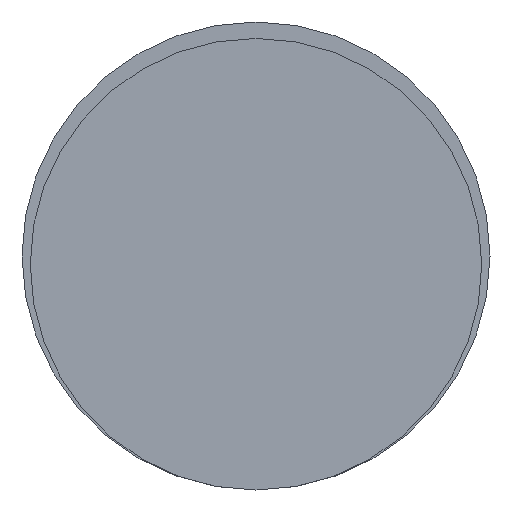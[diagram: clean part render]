
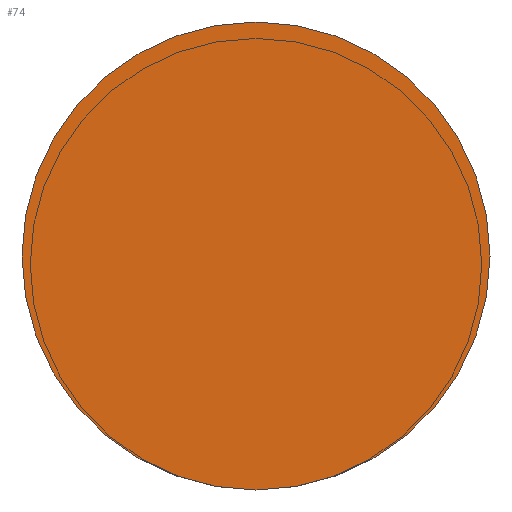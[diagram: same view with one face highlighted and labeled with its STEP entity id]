
A CAD part, front view. The second image highlights one B-rep face of the part: STEP entity #74.
In plain terms, the highlighted planar face has unit normal (0, -1, 0).
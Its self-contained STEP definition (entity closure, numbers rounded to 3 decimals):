
#74 = ADVANCED_FACE( '', ( #123 ), #124, .T. );
#123 = FACE_OUTER_BOUND( '', #157, .T. );
#124 = PLANE( '', #158 );
#157 = EDGE_LOOP( '', ( #181 ) );
#158 = AXIS2_PLACEMENT_3D( '', #182, #183, #184 );
#181 = ORIENTED_EDGE( '', *, *, #211, .T. );
#182 = CARTESIAN_POINT( '', ( 0., -500.1, 0. ) );
#183 = DIRECTION( '', ( 0., -1., 0. ) );
#184 = DIRECTION( '', ( 0., 0., -1. ) );
#211 = EDGE_CURVE( '', #222, #222, #223, .T. );
#222 = VERTEX_POINT( '', #236 );
#223 = CIRCLE( '', #237, 2.85 );
#236 = CARTESIAN_POINT( '', ( 2.85, -500.1, 0. ) );
#237 = AXIS2_PLACEMENT_3D( '', #249, #250, #251 );
#249 = CARTESIAN_POINT( '', ( 0., -500.1, 0. ) );
#250 = DIRECTION( '', ( 0., -1., 0. ) );
#251 = DIRECTION( '', ( 1., 0., 0. ) );
